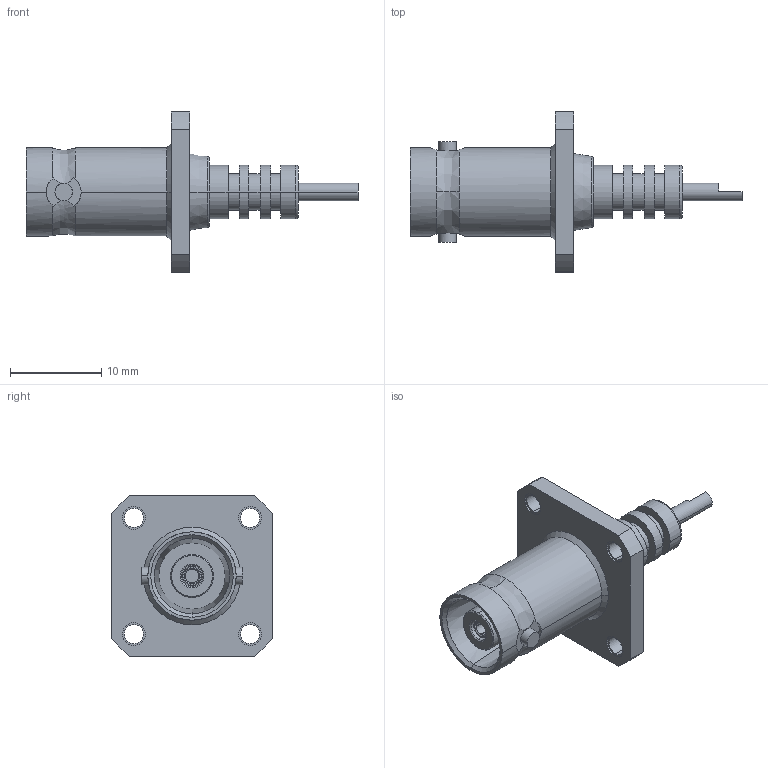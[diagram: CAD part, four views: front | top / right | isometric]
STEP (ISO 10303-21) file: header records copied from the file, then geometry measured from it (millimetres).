
FILE_DESCRIPTION (( 'STEP AP203' ), '1' );
FILE_NAME ('PE4228.step', '2019-09-19T23:20:56', ( '' ), ( '' ), 'SwSTEP 2.0', 'SolidWorks 2018', '' );
FILE_SCHEMA (( 'CONFIG_CONTROL_DESIGN' ));
Length unit declared in the file: inch
Products named in the file (1): PE4228
Bounding box: 36.3 x 17.5 x 17.5 mm (x, y, z)
Volume: 1706.7 mm3; surface area: 2146.5 mm2
Topology: 1 solids, 1 shells, 157 faces, 381 edges, 248 vertices
Faces by surface type: cylinder 70, plane 58, cone 22, torus 4, bspline 3
Entity records: 4992 total; most frequent: CARTESIAN_POINT 1154, DIRECTION 820, ORIENTED_EDGE 762, EDGE_CURVE 381, AXIS2_PLACEMENT_3D 342, VERTEX_POINT 248, CIRCLE 187, EDGE_LOOP 187
